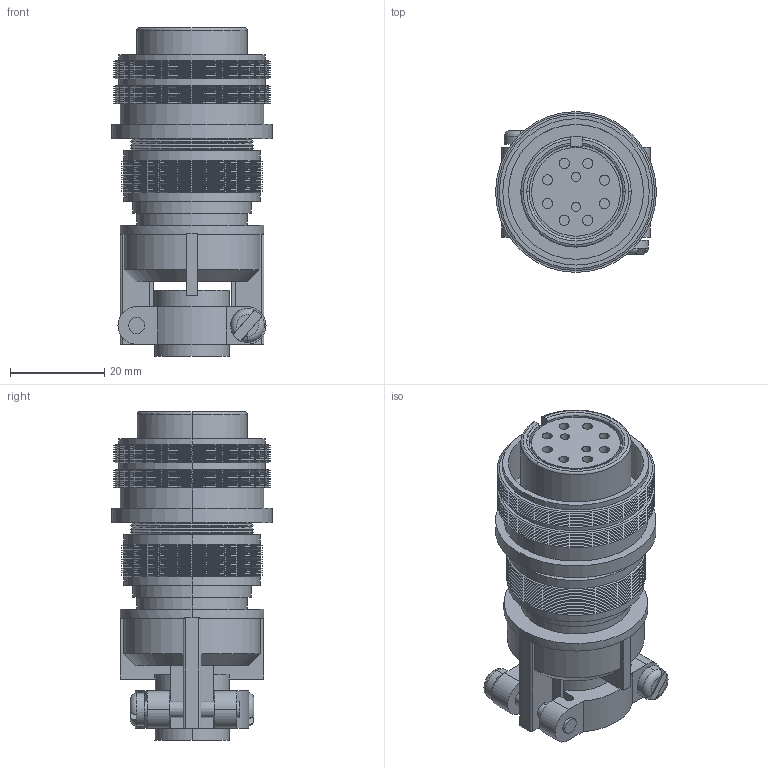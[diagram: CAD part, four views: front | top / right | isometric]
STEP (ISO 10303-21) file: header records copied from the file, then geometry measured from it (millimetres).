
FILE_DESCRIPTION (( 'STEP AP203' ), '1' );
FILE_NAME ('245-CON-MS10-UHV.STEP', '2013-11-06T14:18:08', ( '' ), ( '' ), 'SwSTEP 2.0', 'SolidWorks 2012', '' );
FILE_SCHEMA (( 'CONFIG_CONTROL_DESIGN' ));
Length unit declared in the file: inch
Products named in the file (1): 245-CON-MS10-UHV
Bounding box: 34.04 x 34.04 x 69.52 mm (x, y, z)
Volume: 37139.5 mm3; surface area: 16504.7 mm2
Topology: 1 solids, 1 shells, 394 faces, 904 edges, 542 vertices
Faces by surface type: cone 170, plane 113, cylinder 99, torus 12
Entity records: 11245 total; most frequent: DIRECTION 2096, CARTESIAN_POINT 1977, ORIENTED_EDGE 1808, EDGE_CURVE 904, AXIS2_PLACEMENT_3D 817, VERTEX_POINT 542, LINE 462, VECTOR 462
